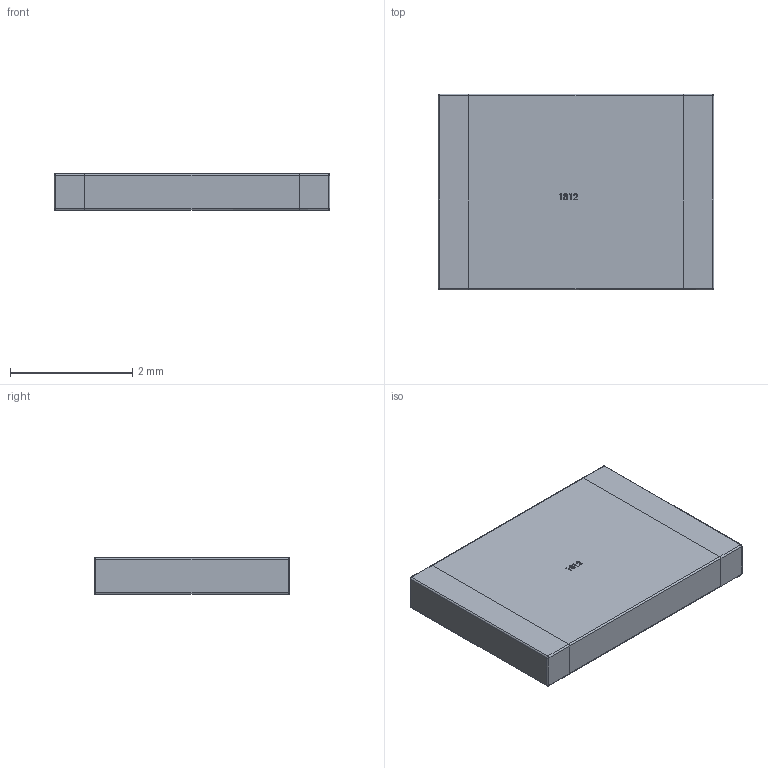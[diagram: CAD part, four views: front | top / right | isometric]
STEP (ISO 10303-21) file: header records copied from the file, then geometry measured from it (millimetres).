
FILE_DESCRIPTION (( 'STEP AP214' ), '1' );
FILE_NAME ('RES1812.STEP', '2018-11-16T17:54:49', ( '' ), ( '' ), 'SwSTEP 2.0', 'SolidWorks 2019', '' );
FILE_SCHEMA (( 'AUTOMOTIVE_DESIGN' ));
Length unit declared in the file: millimetre
Products named in the file (1): RES1812
Bounding box: 4.5 x 3.2 x 0.6 mm (x, y, z)
Volume: 8.6 mm3; surface area: 37.7 mm2
Topology: 1 solids, 1 shells, 89 faces, 211 edges, 122 vertices
Faces by surface type: plane 38, bspline 23, cylinder 20, sphere 8
Entity records: 3859 total; most frequent: CARTESIAN_POINT 1902, ORIENTED_EDGE 406, DIRECTION 299, EDGE_CURVE 203, VERTEX_POINT 122, VECTOR 117, LINE 117, EDGE_LOOP 95
